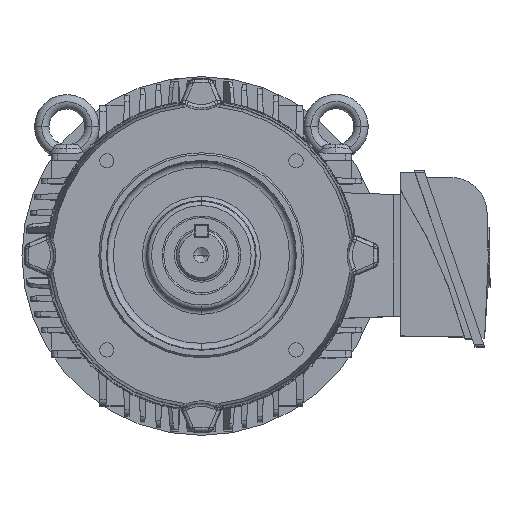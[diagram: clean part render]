
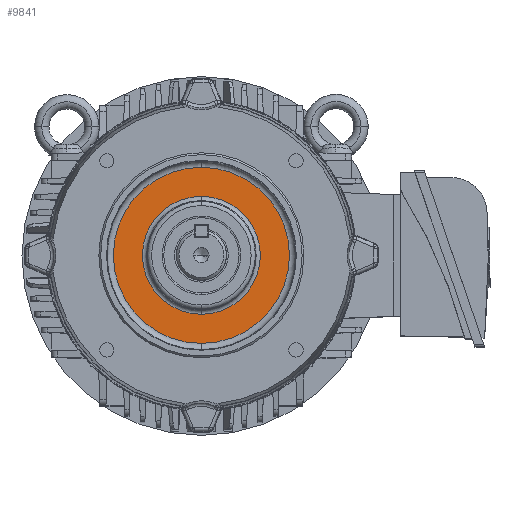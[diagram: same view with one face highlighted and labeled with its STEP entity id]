
A CAD part, top view. The second image highlights one B-rep face of the part: STEP entity #9841.
In plain terms, the highlighted face is planar.
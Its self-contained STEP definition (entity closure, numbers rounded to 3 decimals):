
#541 = EDGE_LOOP ( 'NONE', ( #35751, #9947 ) ) ;
#2923 = CARTESIAN_POINT ( 'NONE',  ( 0., 49.102, -1.5 ) ) ;
#3089 = AXIS2_PLACEMENT_3D ( 'NONE', #46165, #35598, #10580 ) ;
#3906 = EDGE_CURVE ( 'NONE', #43929, #9431, #44978, .T. ) ;
#4136 = DIRECTION ( 'NONE',  ( 0., 0., -1. ) ) ;
#5561 = ORIENTED_EDGE ( 'NONE', *, *, #36861, .T. ) ;
#7415 = FACE_BOUND ( 'NONE', #541, .T. ) ;
#7779 = AXIS2_PLACEMENT_3D ( 'NONE', #14649, #4136, #32886 ) ;
#9431 = VERTEX_POINT ( 'NONE', #26138 ) ;
#9841 = ADVANCED_FACE ( 'NONE', ( #7415, #32427 ), #21889, .T. ) ;
#9947 = ORIENTED_EDGE ( 'NONE', *, *, #3906, .T. ) ;
#10580 = DIRECTION ( 'NONE',  ( 0., 1., 0. ) ) ;
#13776 = CARTESIAN_POINT ( 'NONE',  ( 0., -32.888, -1.5 ) ) ;
#14110 = VERTEX_POINT ( 'NONE', #34992 ) ;
#14649 = CARTESIAN_POINT ( 'NONE',  ( 0., 31.138, -1.5 ) ) ;
#14875 = CARTESIAN_POINT ( 'NONE',  ( 0., 0., -1.5 ) ) ;
#21362 = VERTEX_POINT ( 'NONE', #2923 ) ;
#21888 = CARTESIAN_POINT ( 'NONE',  ( 0., 0., -1.5 ) ) ;
#21889 = PLANE ( 'NONE',  #7779 ) ;
#23231 = CIRCLE ( 'NONE', #3089, 32.888 ) ;
#23244 = AXIS2_PLACEMENT_3D ( 'NONE', #14875, #25163, #39457 ) ;
#23538 = EDGE_CURVE ( 'NONE', #21362, #14110, #36476, .T. ) ;
#23586 = DIRECTION ( 'NONE',  ( 0., 1., 0. ) ) ;
#25163 = DIRECTION ( 'NONE',  ( 0., 0., 1. ) ) ;
#25246 = AXIS2_PLACEMENT_3D ( 'NONE', #27096, #35289, #23586 ) ;
#25766 = ORIENTED_EDGE ( 'NONE', *, *, #23538, .T. ) ;
#26138 = CARTESIAN_POINT ( 'NONE',  ( 0., 32.888, -1.5 ) ) ;
#27096 = CARTESIAN_POINT ( 'NONE',  ( 0., 0., -1.5 ) ) ;
#29134 = DIRECTION ( 'NONE',  ( 0., 1., 0. ) ) ;
#32427 = FACE_OUTER_BOUND ( 'NONE', #33716, .T. ) ;
#32655 = DIRECTION ( 'NONE',  ( 0., 0., -1. ) ) ;
#32886 = DIRECTION ( 'NONE',  ( 0., 1., 0. ) ) ;
#33716 = EDGE_LOOP ( 'NONE', ( #25766, #5561 ) ) ;
#34313 = CIRCLE ( 'NONE', #38809, 49.102 ) ;
#34992 = CARTESIAN_POINT ( 'NONE',  ( 0., -49.102, -1.5 ) ) ;
#35289 = DIRECTION ( 'NONE',  ( 0., 0., -1. ) ) ;
#35598 = DIRECTION ( 'NONE',  ( 0., 0., 1. ) ) ;
#35751 = ORIENTED_EDGE ( 'NONE', *, *, #38639, .T. ) ;
#36476 = CIRCLE ( 'NONE', #25246, 49.102 ) ;
#36861 = EDGE_CURVE ( 'NONE', #14110, #21362, #34313, .T. ) ;
#38639 = EDGE_CURVE ( 'NONE', #9431, #43929, #23231, .T. ) ;
#38809 = AXIS2_PLACEMENT_3D ( 'NONE', #21888, #32655, #29134 ) ;
#39457 = DIRECTION ( 'NONE',  ( 0., 1., 0. ) ) ;
#43929 = VERTEX_POINT ( 'NONE', #13776 ) ;
#44978 = CIRCLE ( 'NONE', #23244, 32.888 ) ;
#46165 = CARTESIAN_POINT ( 'NONE',  ( 0., 0., -1.5 ) ) ;
